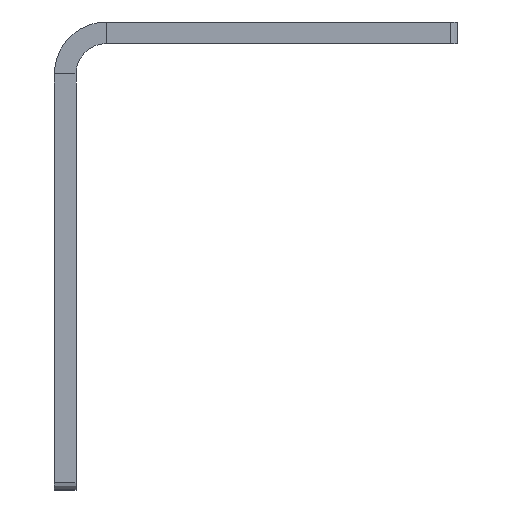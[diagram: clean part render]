
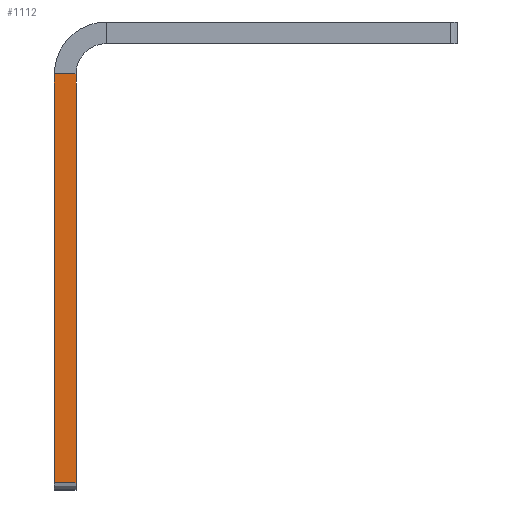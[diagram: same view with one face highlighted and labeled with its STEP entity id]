
A CAD part, front view. The second image highlights one B-rep face of the part: STEP entity #1112.
In plain terms, the highlighted planar face has unit normal (0, -1, 0).
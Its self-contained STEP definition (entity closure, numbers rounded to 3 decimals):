
#174=FACE_OUTER_BOUND('',#254,.T.);
#254=EDGE_LOOP('',(#945,#946,#947,#948));
#324=LINE('',#1656,#422);
#338=LINE('',#1714,#436);
#364=LINE('',#1796,#462);
#365=LINE('',#1798,#463);
#422=VECTOR('',#1314,10.);
#436=VECTOR('',#1370,10.);
#462=VECTOR('',#1468,10.);
#463=VECTOR('',#1471,10.);
#514=VERTEX_POINT('',#1653);
#515=VERTEX_POINT('',#1655);
#537=VERTEX_POINT('',#1711);
#538=VERTEX_POINT('',#1713);
#621=EDGE_CURVE('',#515,#514,#324,.T.);
#651=EDGE_CURVE('',#537,#538,#338,.T.);
#692=EDGE_CURVE('',#515,#537,#364,.T.);
#693=EDGE_CURVE('',#538,#514,#365,.T.);
#945=ORIENTED_EDGE('',*,*,#692,.F.);
#946=ORIENTED_EDGE('',*,*,#621,.T.);
#947=ORIENTED_EDGE('',*,*,#693,.F.);
#948=ORIENTED_EDGE('',*,*,#651,.F.);
#1068=PLANE('',#1214);
#1112=ADVANCED_FACE('',(#174),#1068,.T.);
#1214=AXIS2_PLACEMENT_3D('',#1797,#1469,#1470);
#1314=DIRECTION('',(0.,0.,1.));
#1370=DIRECTION('',(0.,0.,1.));
#1468=DIRECTION('',(-1.,0.,0.));
#1469=DIRECTION('center_axis',(0.,-1.,0.));
#1470=DIRECTION('ref_axis',(0.,0.,-1.));
#1471=DIRECTION('',(1.,0.,0.));
#1653=CARTESIAN_POINT('',(3.,-1045.,57.78));
#1655=CARTESIAN_POINT('',(3.,-1045.,1.));
#1656=CARTESIAN_POINT('',(3.,-1045.,66.482));
#1711=CARTESIAN_POINT('',(0.,-1045.,1.));
#1713=CARTESIAN_POINT('',(0.,-1045.,57.78));
#1714=CARTESIAN_POINT('',(0.,-1045.,0.));
#1796=CARTESIAN_POINT('',(0.,-1045.,1.));
#1797=CARTESIAN_POINT('Origin',(0.,-1045.,66.482));
#1798=CARTESIAN_POINT('',(0.84,-1045.,57.78));
